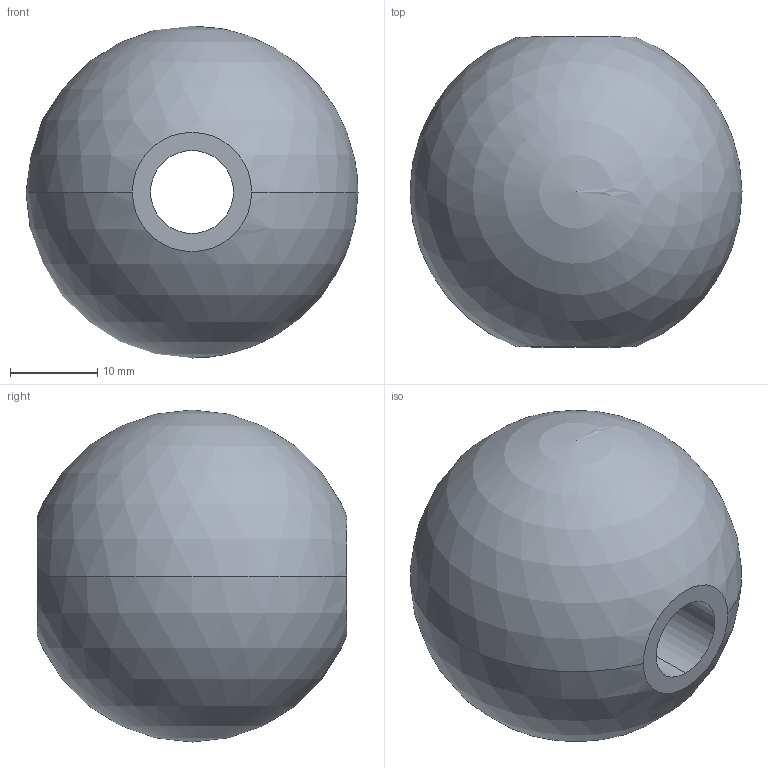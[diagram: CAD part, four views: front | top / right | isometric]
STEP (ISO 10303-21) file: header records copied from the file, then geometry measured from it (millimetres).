
FILE_DESCRIPTION (( 'STEP AP203' ), '1' );
FILE_NAME ('User Library-front wheel independent suspension assembly(partial)_Ball Joint Bearing_Default_sldprt.STEP', '2023-07-02T00:56:47', ( '' ), ( '' ), 'SwSTEP 2.0', 'SolidWorks 2022', '' );
FILE_SCHEMA (( 'CONFIG_CONTROL_DESIGN' ));
Length unit declared in the file: inch
Products named in the file (1): User Library-front wheel independent suspension assembly(partial)_Ball Joint Bearing_Default_sldprt
Bounding box: 38.1 x 35.56 x 38.1 mm (x, y, z)
Volume: 26235.7 mm3; surface area: 5471.8 mm2
Topology: 1 solids, 1 shells, 6 faces, 17 edges, 11 vertices
Faces by surface type: cylinder 2, sphere 2, plane 2
Entity records: 249 total; most frequent: DIRECTION 36, CARTESIAN_POINT 27, ORIENTED_EDGE 24, AXIS2_PLACEMENT_3D 17, EDGE_CURVE 12, CIRCLE 10, VERTEX_POINT 8, PERSON_AND_ORGANIZATION 8
